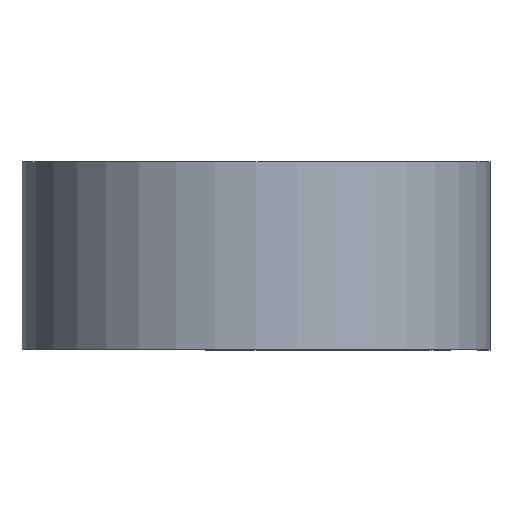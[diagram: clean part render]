
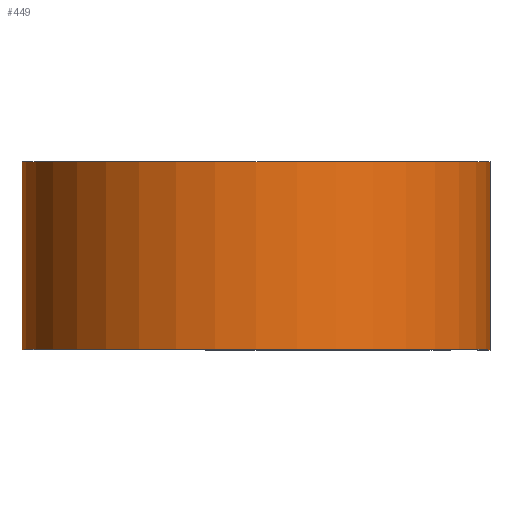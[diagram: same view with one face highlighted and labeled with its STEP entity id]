
A CAD part, top view. The second image highlights one B-rep face of the part: STEP entity #449.
In plain terms, the highlighted cylindrical face has radius 27.711 mm (diameter 55.423 mm), a partial arc.
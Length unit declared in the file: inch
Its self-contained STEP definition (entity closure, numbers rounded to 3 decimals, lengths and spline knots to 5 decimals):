
#3 = CIRCLE ( 'NONE', #69, 1.091 ) ;
#11 = FACE_OUTER_BOUND ( 'NONE', #473, .T. ) ;
#14 = DIRECTION ( 'NONE',  ( 1., 0., 0. ) ) ;
#15 = DIRECTION ( 'NONE',  ( 0., 1., 0. ) ) ;
#18 = EDGE_CURVE ( 'NONE', #273, #302, #569, .T. ) ;
#21 = CARTESIAN_POINT ( 'NONE',  ( 0., -0.4375, 0. ) ) ;
#35 = DIRECTION ( 'NONE',  ( 0., -1., 0. ) ) ;
#45 = DIRECTION ( 'NONE',  ( 0., 0., -1. ) ) ;
#47 = CARTESIAN_POINT ( 'NONE',  ( 0., 0.4375, 0. ) ) ;
#53 = CARTESIAN_POINT ( 'NONE',  ( 0., 0.4375, -1.091 ) ) ;
#54 = DIRECTION ( 'NONE',  ( 0., 1., 0. ) ) ;
#56 = CARTESIAN_POINT ( 'NONE',  ( 0., 0.4375, 0. ) ) ;
#66 = ORIENTED_EDGE ( 'NONE', *, *, #444, .F. ) ;
#69 = AXIS2_PLACEMENT_3D ( 'NONE', #56, #54, #225 ) ;
#88 = DIRECTION ( 'NONE',  ( 0., -1., 0. ) ) ;
#165 = CARTESIAN_POINT ( 'NONE',  ( 0., -0.4375, -1.091 ) ) ;
#183 = EDGE_CURVE ( 'NONE', #302, #419, #477, .T. ) ;
#198 = DIRECTION ( 'NONE',  ( 0., -1., 0. ) ) ;
#214 = CARTESIAN_POINT ( 'NONE',  ( 1.091, -0.4375, 0. ) ) ;
#217 = AXIS2_PLACEMENT_3D ( 'NONE', #47, #88, #45 ) ;
#222 = CARTESIAN_POINT ( 'NONE',  ( 1.091, 0.4375, 0. ) ) ;
#225 = DIRECTION ( 'NONE',  ( 1., 0., 0. ) ) ;
#265 = ORIENTED_EDGE ( 'NONE', *, *, #18, .T. ) ;
#273 = VERTEX_POINT ( 'NONE', #314 ) ;
#302 = VERTEX_POINT ( 'NONE', #165 ) ;
#314 = CARTESIAN_POINT ( 'NONE',  ( 0., 0.4375, -1.091 ) ) ;
#334 = ORIENTED_EDGE ( 'NONE', *, *, #183, .T. ) ;
#354 = EDGE_CURVE ( 'NONE', #403, #419, #567, .T. ) ;
#373 = CARTESIAN_POINT ( 'NONE',  ( 1.091, 0.4375, 0. ) ) ;
#377 = AXIS2_PLACEMENT_3D ( 'NONE', #21, #15, #14 ) ;
#403 = VERTEX_POINT ( 'NONE', #373 ) ;
#419 = VERTEX_POINT ( 'NONE', #214 ) ;
#444 = EDGE_CURVE ( 'NONE', #273, #403, #3, .T. ) ;
#449 = ADVANCED_FACE ( 'NONE', ( #11 ), #609, .T. ) ;
#473 = EDGE_LOOP ( 'NONE', ( #334, #621, #66, #265 ) ) ;
#477 = CIRCLE ( 'NONE', #377, 1.091 ) ;
#547 = VECTOR ( 'NONE', #35, 39.37008 ) ;
#566 = VECTOR ( 'NONE', #198, 39.37008 ) ;
#567 = LINE ( 'NONE', #222, #566 ) ;
#569 = LINE ( 'NONE', #53, #547 ) ;
#609 = CYLINDRICAL_SURFACE ( 'NONE', #217, 1.091 ) ;
#621 = ORIENTED_EDGE ( 'NONE', *, *, #354, .F. ) ;
